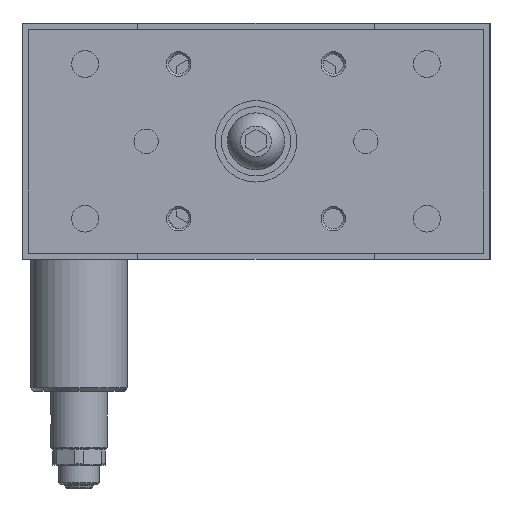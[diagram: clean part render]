
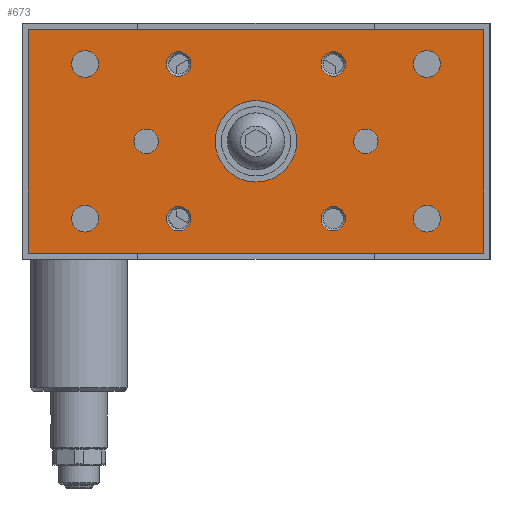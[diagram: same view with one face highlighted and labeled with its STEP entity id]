
A CAD part, left-side view. The second image highlights one B-rep face of the part: STEP entity #673.
In plain terms, the highlighted planar face has unit normal (-1, 0, 0).
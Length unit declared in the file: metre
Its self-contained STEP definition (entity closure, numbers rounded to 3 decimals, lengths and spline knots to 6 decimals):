
#673 = ADVANCED_FACE( '', ( #1749, #1750, #1751, #1752, #1753, #1754, #1755, #1756, #1757, #1758, #1759, #1760 ), #1761, .F. );
#1749 = FACE_BOUND( '', #3426, .T. );
#1750 = FACE_BOUND( '', #3427, .T. );
#1751 = FACE_BOUND( '', #3428, .T. );
#1752 = FACE_BOUND( '', #3429, .T. );
#1753 = FACE_BOUND( '', #3430, .T. );
#1754 = FACE_BOUND( '', #3431, .T. );
#1755 = FACE_BOUND( '', #3432, .T. );
#1756 = FACE_BOUND( '', #3433, .T. );
#1757 = FACE_BOUND( '', #3434, .T. );
#1758 = FACE_BOUND( '', #3435, .T. );
#1759 = FACE_BOUND( '', #3436, .T. );
#1760 = FACE_OUTER_BOUND( '', #3437, .T. );
#1761 = PLANE( '', #3438 );
#3426 = EDGE_LOOP( '', ( #5428 ) );
#3427 = EDGE_LOOP( '', ( #5429 ) );
#3428 = EDGE_LOOP( '', ( #5430 ) );
#3429 = EDGE_LOOP( '', ( #5431 ) );
#3430 = EDGE_LOOP( '', ( #5432 ) );
#3431 = EDGE_LOOP( '', ( #5433 ) );
#3432 = EDGE_LOOP( '', ( #5434 ) );
#3433 = EDGE_LOOP( '', ( #5435 ) );
#3434 = EDGE_LOOP( '', ( #5436 ) );
#3435 = EDGE_LOOP( '', ( #5437 ) );
#3436 = EDGE_LOOP( '', ( #5438 ) );
#3437 = EDGE_LOOP( '', ( #5439, #5440, #5441, #5442 ) );
#3438 = AXIS2_PLACEMENT_3D( '', #5443, #5444, #5445 );
#5428 = ORIENTED_EDGE( '', *, *, #8433, .T. );
#5429 = ORIENTED_EDGE( '', *, *, #8434, .T. );
#5430 = ORIENTED_EDGE( '', *, *, #8435, .F. );
#5431 = ORIENTED_EDGE( '', *, *, #8397, .F. );
#5432 = ORIENTED_EDGE( '', *, *, #8436, .T. );
#5433 = ORIENTED_EDGE( '', *, *, #8437, .F. );
#5434 = ORIENTED_EDGE( '', *, *, #8438, .T. );
#5435 = ORIENTED_EDGE( '', *, *, #8439, .T. );
#5436 = ORIENTED_EDGE( '', *, *, #8440, .F. );
#5437 = ORIENTED_EDGE( '', *, *, #8441, .F. );
#5438 = ORIENTED_EDGE( '', *, *, #8442, .T. );
#5439 = ORIENTED_EDGE( '', *, *, #8443, .T. );
#5440 = ORIENTED_EDGE( '', *, *, #8444, .T. );
#5441 = ORIENTED_EDGE( '', *, *, #8445, .T. );
#5442 = ORIENTED_EDGE( '', *, *, #8446, .T. );
#5443 = CARTESIAN_POINT( '', ( -0.022, -0.056, -0.0565 ) );
#5444 = DIRECTION( '', ( 1., 0., 0. ) );
#5445 = DIRECTION( '', ( 0., 1., 0. ) );
#8397 = EDGE_CURVE( '', #9846, #9846, #9847, .T. );
#8433 = EDGE_CURVE( '', #9905, #9905, #9906, .T. );
#8434 = EDGE_CURVE( '', #9907, #9907, #9908, .T. );
#8435 = EDGE_CURVE( '', #9909, #9909, #9910, .T. );
#8436 = EDGE_CURVE( '', #9911, #9911, #9912, .T. );
#8437 = EDGE_CURVE( '', #9913, #9913, #9914, .T. );
#8438 = EDGE_CURVE( '', #9915, #9915, #9916, .T. );
#8439 = EDGE_CURVE( '', #9917, #9917, #9918, .T. );
#8440 = EDGE_CURVE( '', #9919, #9919, #9920, .T. );
#8441 = EDGE_CURVE( '', #9921, #9921, #9922, .T. );
#8442 = EDGE_CURVE( '', #9923, #9923, #9924, .T. );
#8443 = EDGE_CURVE( '', #9925, #9926, #9927, .T. );
#8444 = EDGE_CURVE( '', #9926, #9928, #9929, .T. );
#8445 = EDGE_CURVE( '', #9928, #9930, #9931, .T. );
#8446 = EDGE_CURVE( '', #9930, #9925, #9932, .T. );
#9846 = VERTEX_POINT( '', #12108 );
#9847 = CIRCLE( '', #12109, 0.003 );
#9905 = VERTEX_POINT( '', #12184 );
#9906 = CIRCLE( '', #12185, 0.01 );
#9907 = VERTEX_POINT( '', #12186 );
#9908 = CIRCLE( '', #12187, 0.003 );
#9909 = VERTEX_POINT( '', #12188 );
#9910 = CIRCLE( '', #12189, 0.003 );
#9911 = VERTEX_POINT( '', #12190 );
#9912 = CIRCLE( '', #12191, 0.003 );
#9913 = VERTEX_POINT( '', #12192 );
#9914 = CIRCLE( '', #12193, 0.003 );
#9915 = VERTEX_POINT( '', #12194 );
#9916 = CIRCLE( '', #12195, 0.003 );
#9917 = VERTEX_POINT( '', #12196 );
#9918 = CIRCLE( '', #12197, 0.0033 );
#9919 = VERTEX_POINT( '', #12198 );
#9920 = CIRCLE( '', #12199, 0.0033 );
#9921 = VERTEX_POINT( '', #12200 );
#9922 = CIRCLE( '', #12201, 0.0033 );
#9923 = VERTEX_POINT( '', #12202 );
#9924 = CIRCLE( '', #12203, 0.0033 );
#9925 = VERTEX_POINT( '', #12204 );
#9926 = VERTEX_POINT( '', #12205 );
#9927 = LINE( '', #12206, #12207 );
#9928 = VERTEX_POINT( '', #12208 );
#9929 = LINE( '', #12209, #12210 );
#9930 = VERTEX_POINT( '', #12211 );
#9931 = LINE( '', #12212, #12213 );
#9932 = LINE( '', #12214, #12215 );
#12108 = CARTESIAN_POINT( '', ( -0.022, -0.019, -0.013 ) );
#12109 = AXIS2_PLACEMENT_3D( '', #14668, #14669, #14670 );
#12184 = CARTESIAN_POINT( '', ( -0.022, 0., -0.039 ) );
#12185 = AXIS2_PLACEMENT_3D( '', #14715, #14716, #14717 );
#12186 = CARTESIAN_POINT( '', ( -0.022, -0.019, -0.045 ) );
#12187 = AXIS2_PLACEMENT_3D( '', #14718, #14719, #14720 );
#12188 = CARTESIAN_POINT( '', ( -0.022, 0.019, -0.045 ) );
#12189 = AXIS2_PLACEMENT_3D( '', #14721, #14722, #14723 );
#12190 = CARTESIAN_POINT( '', ( -0.022, 0.019, -0.013 ) );
#12191 = AXIS2_PLACEMENT_3D( '', #14724, #14725, #14726 );
#12192 = CARTESIAN_POINT( '', ( -0.022, -0.027, -0.032 ) );
#12193 = AXIS2_PLACEMENT_3D( '', #14727, #14728, #14729 );
#12194 = CARTESIAN_POINT( '', ( -0.022, 0.027, -0.032 ) );
#12195 = AXIS2_PLACEMENT_3D( '', #14730, #14731, #14732 );
#12196 = CARTESIAN_POINT( '', ( -0.022, -0.042, -0.0513 ) );
#12197 = AXIS2_PLACEMENT_3D( '', #14733, #14734, #14735 );
#12198 = CARTESIAN_POINT( '', ( -0.022, 0.042, -0.0513 ) );
#12199 = AXIS2_PLACEMENT_3D( '', #14736, #14737, #14738 );
#12200 = CARTESIAN_POINT( '', ( -0.022, -0.042, -0.0067 ) );
#12201 = AXIS2_PLACEMENT_3D( '', #14739, #14740, #14741 );
#12202 = CARTESIAN_POINT( '', ( -0.022, 0.042, -0.0067 ) );
#12203 = AXIS2_PLACEMENT_3D( '', #14742, #14743, #14744 );
#12204 = CARTESIAN_POINT( '', ( -0.022, -0.056, -0.0565 ) );
#12205 = CARTESIAN_POINT( '', ( -0.022, -0.056, -0.0015 ) );
#12206 = CARTESIAN_POINT( '', ( -0.022, -0.056, -0.0565 ) );
#12207 = VECTOR( '', #14745, 1. );
#12208 = CARTESIAN_POINT( '', ( -0.022, 0.056, -0.0015 ) );
#12209 = CARTESIAN_POINT( '', ( -0.022, -0.056, -0.0015 ) );
#12210 = VECTOR( '', #14746, 1. );
#12211 = CARTESIAN_POINT( '', ( -0.022, 0.056, -0.0565 ) );
#12212 = CARTESIAN_POINT( '', ( -0.022, 0.056, -0.0015 ) );
#12213 = VECTOR( '', #14747, 1. );
#12214 = CARTESIAN_POINT( '', ( -0.022, 0.056, -0.0565 ) );
#12215 = VECTOR( '', #14748, 1. );
#14668 = CARTESIAN_POINT( '', ( -0.022, -0.019, -0.01 ) );
#14669 = DIRECTION( '', ( -1., 0., 0. ) );
#14670 = DIRECTION( '', ( 0., 0., -1. ) );
#14715 = CARTESIAN_POINT( '', ( -0.022, 0., -0.029 ) );
#14716 = DIRECTION( '', ( 1., 0., 0. ) );
#14717 = DIRECTION( '', ( 0., 0., -1. ) );
#14718 = CARTESIAN_POINT( '', ( -0.022, -0.019, -0.048 ) );
#14719 = DIRECTION( '', ( 1., 0., 0. ) );
#14720 = DIRECTION( '', ( 0., 0., 1. ) );
#14721 = CARTESIAN_POINT( '', ( -0.022, 0.019, -0.048 ) );
#14722 = DIRECTION( '', ( -1., 0., 0. ) );
#14723 = DIRECTION( '', ( 0., 0., 1. ) );
#14724 = CARTESIAN_POINT( '', ( -0.022, 0.019, -0.01 ) );
#14725 = DIRECTION( '', ( 1., 0., 0. ) );
#14726 = DIRECTION( '', ( 0., 0., -1. ) );
#14727 = CARTESIAN_POINT( '', ( -0.022, -0.027, -0.029 ) );
#14728 = DIRECTION( '', ( -1., 0., 0. ) );
#14729 = DIRECTION( '', ( 0., 0., -1. ) );
#14730 = CARTESIAN_POINT( '', ( -0.022, 0.027, -0.029 ) );
#14731 = DIRECTION( '', ( 1., 0., 0. ) );
#14732 = DIRECTION( '', ( 0., 0., -1. ) );
#14733 = CARTESIAN_POINT( '', ( -0.022, -0.042, -0.048 ) );
#14734 = DIRECTION( '', ( 1., 0., 0. ) );
#14735 = DIRECTION( '', ( 0., 0., -1. ) );
#14736 = CARTESIAN_POINT( '', ( -0.022, 0.042, -0.048 ) );
#14737 = DIRECTION( '', ( -1., 0., 0. ) );
#14738 = DIRECTION( '', ( 0., 0., -1. ) );
#14739 = CARTESIAN_POINT( '', ( -0.022, -0.042, -0.01 ) );
#14740 = DIRECTION( '', ( -1., 0., 0. ) );
#14741 = DIRECTION( '', ( 0., 0., 1. ) );
#14742 = CARTESIAN_POINT( '', ( -0.022, 0.042, -0.01 ) );
#14743 = DIRECTION( '', ( 1., 0., 0. ) );
#14744 = DIRECTION( '', ( 0., 0., 1. ) );
#14745 = DIRECTION( '', ( 0., 0., 1. ) );
#14746 = DIRECTION( '', ( 0., 1., 0. ) );
#14747 = DIRECTION( '', ( 0., 0., -1. ) );
#14748 = DIRECTION( '', ( 0., -1., 0. ) );
